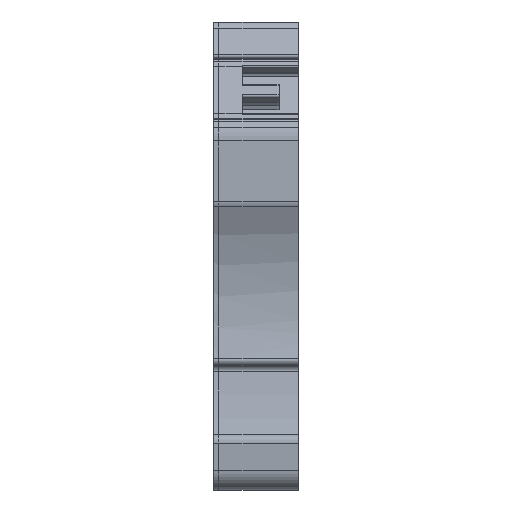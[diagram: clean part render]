
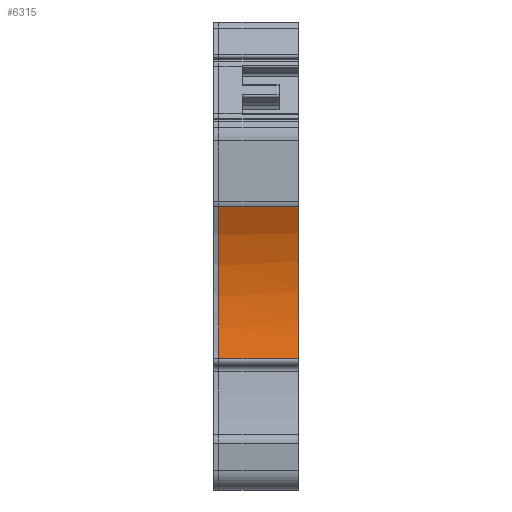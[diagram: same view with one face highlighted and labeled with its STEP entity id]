
A CAD part, front view. The second image highlights one B-rep face of the part: STEP entity #6315.
In plain terms, the highlighted cylindrical face has radius 20 mm (diameter 40 mm), a partial arc.
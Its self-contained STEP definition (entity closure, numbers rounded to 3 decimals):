
#2372=AXIS2_PLACEMENT_3D('Circle Axis2P3D',#2370,#2371,$) ;
#2379=AXIS2_PLACEMENT_3D('Circle Axis2P3D',#2377,#2378,$) ;
#6294=AXIS2_PLACEMENT_3D('Cylinder Axis2P3D',#6291,#6292,#6293) ;
#6298=AXIS2_PLACEMENT_3D('Circle Axis2P3D',#6296,#6297,$) ;
#2367=CARTESIAN_POINT('Vertex',(8.1,0.114,27.09)) ;
#2370=CARTESIAN_POINT('Axis2P3D Location',(8.1,-17.615,17.832)) ;
#2374=CARTESIAN_POINT('Vertex',(8.1,2.319,16.2)) ;
#2377=CARTESIAN_POINT('Axis2P3D Location',(8.1,-17.615,17.832)) ;
#2381=CARTESIAN_POINT('Vertex',(8.1,1.671,12.532)) ;
#6272=CARTESIAN_POINT('Line Origine',(4.05,0.114,27.09)) ;
#6276=CARTESIAN_POINT('Vertex',(0.5,0.114,27.09)) ;
#6291=CARTESIAN_POINT('Axis2P3D Location',(0.,-17.615,17.832)) ;
#6296=CARTESIAN_POINT('Axis2P3D Location',(0.5,-17.615,17.832)) ;
#6300=CARTESIAN_POINT('Vertex',(0.5,1.671,12.532)) ;
#6303=CARTESIAN_POINT('Line Origine',(4.05,1.671,12.532)) ;
#2371=DIRECTION('Axis2P3D Direction',(-1.,0.,0.)) ;
#2378=DIRECTION('Axis2P3D Direction',(-1.,0.,0.)) ;
#6273=DIRECTION('Vector Direction',(1.,0.,0.)) ;
#6292=DIRECTION('Axis2P3D Direction',(1.,0.,0.)) ;
#6293=DIRECTION('Axis2P3D XDirection',(0.,0.964,-0.265)) ;
#6297=DIRECTION('Axis2P3D Direction',(1.,0.,0.)) ;
#6304=DIRECTION('Vector Direction',(1.,0.,0.)) ;
#6274=VECTOR('Line Direction',#6273,1.) ;
#6305=VECTOR('Line Direction',#6304,1.) ;
#6309=ORIENTED_EDGE('',*,*,#6302,.T.) ;
#6310=ORIENTED_EDGE('',*,*,#6307,.T.) ;
#6311=ORIENTED_EDGE('',*,*,#2383,.T.) ;
#6312=ORIENTED_EDGE('',*,*,#2376,.T.) ;
#6313=ORIENTED_EDGE('',*,*,#6278,.F.) ;
#6315=ADVANCED_FACE('KLTR ZPE 6/3AN.1\\Hauptk\X2\00F6\X0\rper',(#6314),#6295,.F.) ;
#2373=CIRCLE('generated circle',#2372,20.) ;
#2380=CIRCLE('generated circle',#2379,20.) ;
#6299=CIRCLE('generated circle',#6298,20.) ;
#6295=CYLINDRICAL_SURFACE('generated cylinder',#6294,20.) ;
#2376=EDGE_CURVE('',#2375,#2368,#2373,.F.) ;
#2383=EDGE_CURVE('',#2382,#2375,#2380,.F.) ;
#6278=EDGE_CURVE('',#6277,#2368,#6275,.T.) ;
#6302=EDGE_CURVE('',#6277,#6301,#6299,.F.) ;
#6307=EDGE_CURVE('',#6301,#2382,#6306,.T.) ;
#6308=EDGE_LOOP('',(#6309,#6310,#6311,#6312,#6313)) ;
#6314=FACE_OUTER_BOUND('',#6308,.T.) ;
#6275=LINE('Line',#6272,#6274) ;
#6306=LINE('Line',#6303,#6305) ;
#2368=VERTEX_POINT('',#2367) ;
#2375=VERTEX_POINT('',#2374) ;
#2382=VERTEX_POINT('',#2381) ;
#6277=VERTEX_POINT('',#6276) ;
#6301=VERTEX_POINT('',#6300) ;
